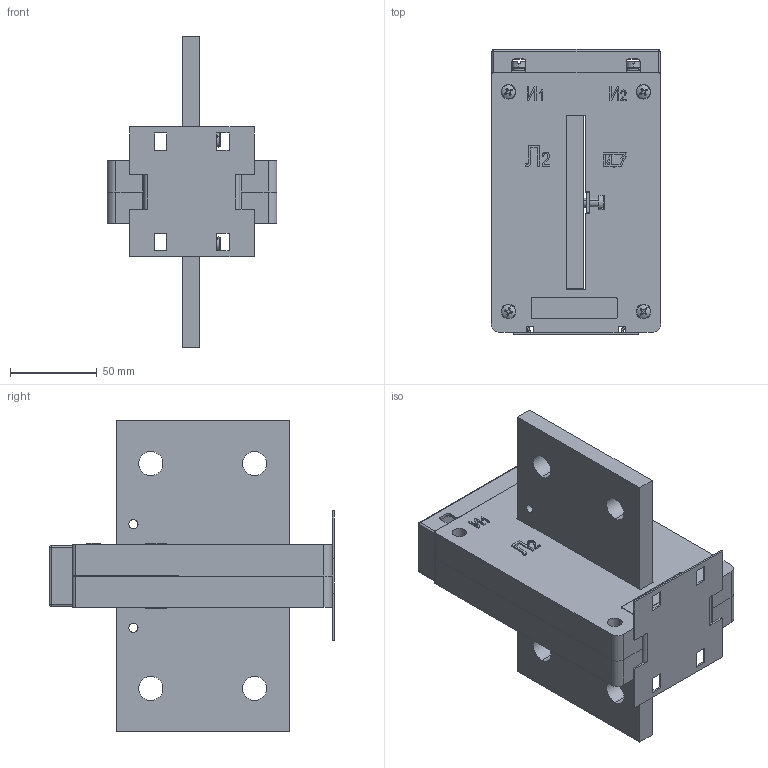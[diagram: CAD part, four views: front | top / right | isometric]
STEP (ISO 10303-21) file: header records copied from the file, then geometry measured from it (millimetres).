
FILE_DESCRIPTION (( 'STEP AP214' ), '1' );
FILE_NAME ('ﾒ-0,66-4.STEP', '2023-08-02T09:24:45', ( '' ), ( '' ), 'SwSTEP 2.0', 'SolidWorks 2014', '' );
FILE_SCHEMA (( 'AUTOMOTIVE_DESIGN' ));
Length unit declared in the file: millimetre
Products named in the file (47): ﾘ琺矜 5.01.019 ﾃﾎﾑﾒ11371-78; 妈眚 󊙅0.58.019 梦岩17473-80; ﾘ琺矜 5.65ﾃ.019 ﾃﾎﾑﾒ 6402-70; Ãàéêà Ì4.5.019 ÃÎÑÒ5915-70; Øóðóï 2-4õ20.019 ÃÎÑÒ 1144-80; 屡扔.754312.173 亦犭梓赅; ﾒ-0,66-4; ÂÅÈÓ.757249.004 Ïëàñòèíà êîíòàêòíàÿ; 屡扔.711214.003 噪囗弼; ÂÅÈÓ.686171.021À Ïîëóêîðïóñ Ë2_-01; ÂÅÈÓ.754312.152 Òàáëè÷êà ïðåäñòàâèòåëüíàÿ; 屡扔.685527.043 罔磬; 妈眚 󊅠.58.019 梦岩17473-80; 屡扔.685527.043 罔磬_-05; ÂÅÈÓ.685412.034 Ìàãíèòîïðîâîä ñ îáìîòêîé; ÂÅÈÓ.686171.020À Ïîëóêîðïóñ Ë1; 屡扔.711214.003 噪囗弼_-03; ÂÅÈÓ.323293.013 Êðûøêà çàùèòíàÿ_-03; ÂÅÈÓ.686171.020À Ïîëóêîðïóñ Ë1_-01; 屡扔.741131.008 想囗赅; ÂÅÈÓ.686171.021À Ïîëóêîðïóñ Ë2; 屡扔.741131.008 想囗赅_-02; ÂÅÈÓ.323293.013 Êðûøêà çàùèòíàÿ
Assembly tree (31 placements, depth 3):
  ﾘ琺矜 5.01.019 ﾃﾎﾑﾒ11371-78
  妈眚 󊙅0.58.019 梦岩17473-80
  ﾘ琺矜 5.65ﾃ.019 ﾃﾎﾑﾒ 6402-70
  ﾘ琺矜 5.01.019 ﾃﾎﾑﾒ11371-78
  Ãàéêà Ì4.5.019 ÃÎÑÒ5915-70
Bounding box: 98 x 164.7 x 180 mm (x, y, z)
Volume: 336732.5 mm3; surface area: 195198.8 mm2
Topology: 30 solids, 30 shells, 1124 faces, 2946 edges, 1917 vertices
Faces by surface type: plane 744, cylinder 239, cone 64, torus 33, bspline 28, sphere 16
Entity records: 29763 total; most frequent: CARTESIAN_POINT 6687, ORIENTED_EDGE 4636, DIRECTION 4345, EDGE_CURVE 2318, VECTOR 1755, LINE 1755, VERTEX_POINT 1517, AXIS2_PLACEMENT_3D 1295
